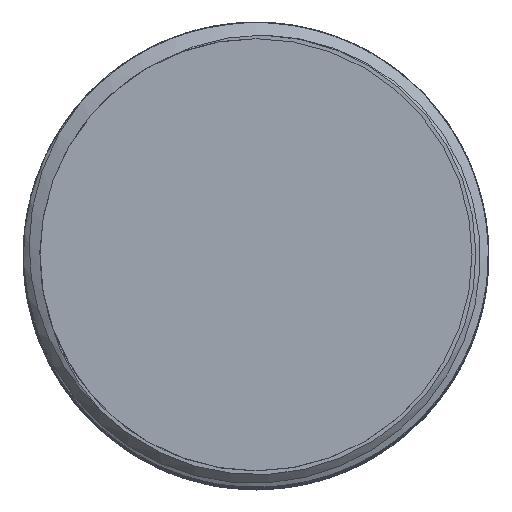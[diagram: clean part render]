
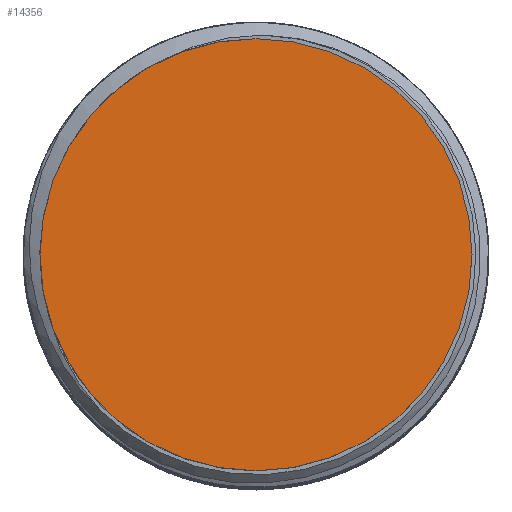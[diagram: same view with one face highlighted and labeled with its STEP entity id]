
A CAD part, top view. The second image highlights one B-rep face of the part: STEP entity #14356.
In plain terms, the highlighted planar face has unit normal (0, 0, 1).
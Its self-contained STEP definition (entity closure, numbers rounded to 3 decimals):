
#8700=CARTESIAN_POINT('',(0.,0.,54.));
#8701=DIRECTION('',(0.,0.,1.));
#8702=DIRECTION('',(0.,-1.,0.));
#8703=AXIS2_PLACEMENT_3D('',#8700,#8701,#8702);
#8705=CARTESIAN_POINT('',(0.,0.,54.));
#8706=DIRECTION('',(0.,0.,1.));
#8707=DIRECTION('',(0.,1.,0.));
#8708=AXIS2_PLACEMENT_3D('',#8705,#8706,#8707);
#9114=CARTESIAN_POINT('',(0.,-8.35,54.));
#9115=CARTESIAN_POINT('',(0.,8.35,54.));
#9116=VERTEX_POINT('',#9114);
#9117=VERTEX_POINT('',#9115);
#14347=CARTESIAN_POINT('',(0.,0.,54.));
#14348=DIRECTION('',(0.,0.,1.));
#14349=DIRECTION('',(0.,-1.,0.));
#14350=AXIS2_PLACEMENT_3D('',#14347,#14348,#14349);
#14351=PLANE('',#14350);
#14352=ORIENTED_EDGE('',*,*,#14325,.F.);
#14353=ORIENTED_EDGE('',*,*,#14339,.F.);
#14354=EDGE_LOOP('',(#14352,#14353));
#14355=FACE_OUTER_BOUND('',#14354,.F.);
#14356=ADVANCED_FACE('',(#14355),#14351,.T.);
#8704=CIRCLE('',#8703,8.35);
#8709=CIRCLE('',#8708,8.35);
#14325=EDGE_CURVE('',#9116,#9117,#8704,.T.);
#14339=EDGE_CURVE('',#9117,#9116,#8709,.T.);
